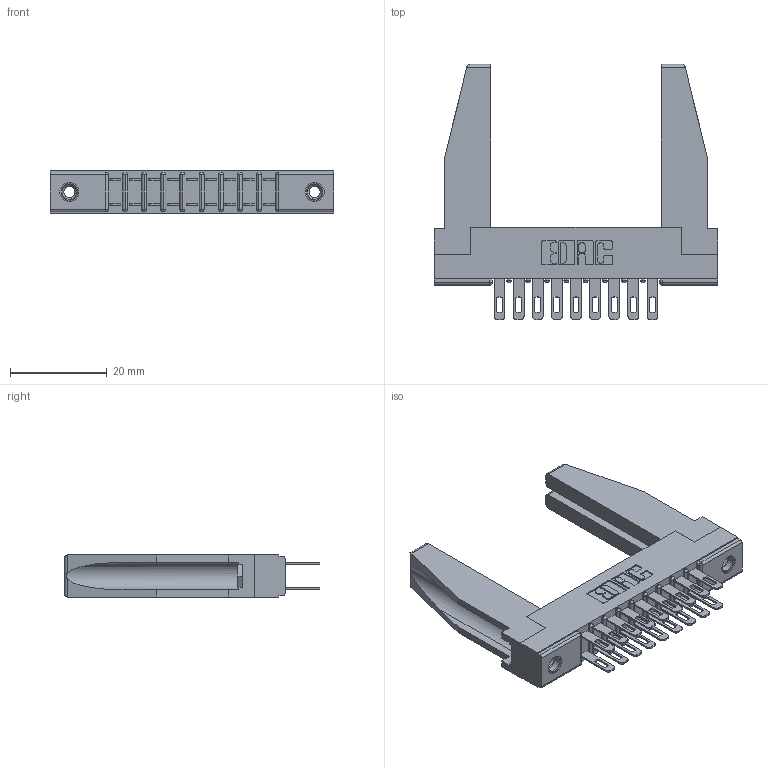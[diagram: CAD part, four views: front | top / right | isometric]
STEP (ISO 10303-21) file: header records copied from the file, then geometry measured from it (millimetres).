
FILE_DESCRIPTION (( 'STEP AP203' ), '1' );
FILE_NAME ('307-018-400-278.STEP', '2020-09-28T18:13:03', ( '' ), ( '' ), 'SwSTEP 2.0', 'SolidWorks 2020', '' );
FILE_SCHEMA (( 'CONFIG_CONTROL_DESIGN' ));
Length unit declared in the file: inch
Products named in the file (5): 307-018-400-278; 307-220-078; 307-290-001_500; 307 Part_.156 Dia Mounting Holes; 345-250-001_345-250-001-102
Assembly tree (23 placements, depth 2):
  307-018-400-278
    307 Part_.156 Dia Mounting Holes
    307-290-001_500  x18
    307-220-078  x2
    345-250-001_345-250-001-102  x2
Bounding box: 58.67 x 52.88 x 8.71 mm (x, y, z)
Volume: 7884.3 mm3; surface area: 10304.6 mm2
Topology: 23 solids, 23 shells, 1086 faces, 2993 edges, 1934 vertices
Faces by surface type: plane 694, cylinder 356, sphere 20, cone 12, torus 4
Entity records: 14485 total; most frequent: CARTESIAN_POINT 2387, ORIENTED_EDGE 2320, DIRECTION 2308, EDGE_CURVE 1160, LINE 878, VECTOR 878, VERTEX_POINT 752, AXIS2_PLACEMENT_3D 715
